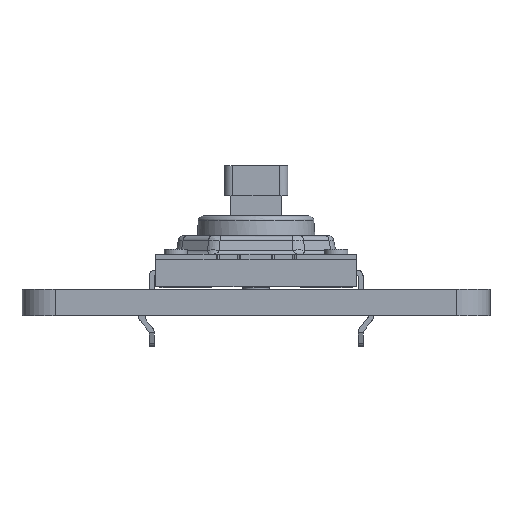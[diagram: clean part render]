
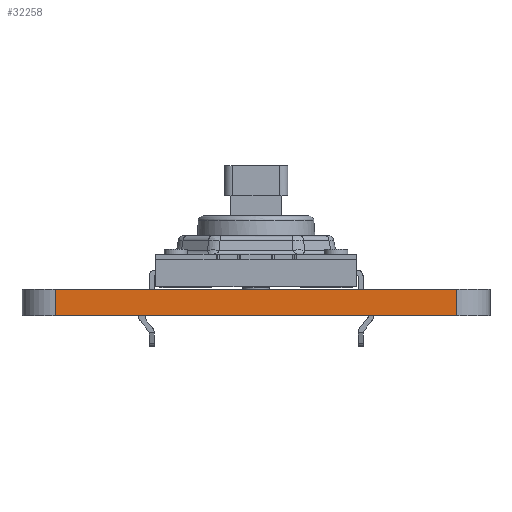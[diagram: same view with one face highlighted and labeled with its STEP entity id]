
A CAD part, left-side view. The second image highlights one B-rep face of the part: STEP entity #32258.
In plain terms, the highlighted planar face has unit normal (-1, 0, 0).
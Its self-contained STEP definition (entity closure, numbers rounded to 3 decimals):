
#30940 = CYLINDRICAL_SURFACE('',#30941,2.);
#30941 = AXIS2_PLACEMENT_3D('',#30942,#30943,#30944);
#30942 = CARTESIAN_POINT('',(83.,-43.,0.));
#30943 = DIRECTION('',(-0.,-0.,-1.));
#30944 = DIRECTION('',(1.,0.,-0.));
#30968 = PLANE('',#30969);
#30969 = AXIS2_PLACEMENT_3D('',#30970,#30971,#30972);
#30970 = CARTESIAN_POINT('',(94.5,-55.,1.6));
#30971 = DIRECTION('',(-0.,-0.,-1.));
#30972 = DIRECTION('',(-1.,0.,0.));
#31022 = PLANE('',#31023);
#31023 = AXIS2_PLACEMENT_3D('',#31024,#31025,#31026);
#31024 = CARTESIAN_POINT('',(94.5,-55.,0.));
#31025 = DIRECTION('',(-0.,-0.,-1.));
#31026 = DIRECTION('',(-1.,0.,0.));
#31039 = VERTEX_POINT('',#31040);
#31040 = CARTESIAN_POINT('',(81.,-43.,1.6));
#31066 = EDGE_CURVE('',#31067,#31039,#31069,.T.);
#31067 = VERTEX_POINT('',#31068);
#31068 = CARTESIAN_POINT('',(81.,-43.,0.));
#31069 = SURFACE_CURVE('',#31070,(#31074,#31081),.PCURVE_S1.);
#31070 = LINE('',#31071,#31072);
#31071 = CARTESIAN_POINT('',(81.,-43.,0.));
#31072 = VECTOR('',#31073,1.);
#31073 = DIRECTION('',(0.,0.,1.));
#31074 = PCURVE('',#30940,#31075);
#31075 = DEFINITIONAL_REPRESENTATION('',(#31076),#31080);
#31076 = LINE('',#31077,#31078);
#31077 = CARTESIAN_POINT('',(-3.142,0.));
#31078 = VECTOR('',#31079,1.);
#31079 = DIRECTION('',(-0.,-1.));
#31080 = ( GEOMETRIC_REPRESENTATION_CONTEXT(2) 
PARAMETRIC_REPRESENTATION_CONTEXT() REPRESENTATION_CONTEXT('2D SPACE',''
  ) );
#31081 = PCURVE('',#31082,#31087);
#31082 = PLANE('',#31083);
#31083 = AXIS2_PLACEMENT_3D('',#31084,#31085,#31086);
#31084 = CARTESIAN_POINT('',(81.,-67.,0.));
#31085 = DIRECTION('',(-1.,0.,0.));
#31086 = DIRECTION('',(0.,1.,0.));
#31087 = DEFINITIONAL_REPRESENTATION('',(#31088),#31092);
#31088 = LINE('',#31089,#31090);
#31089 = CARTESIAN_POINT('',(24.,0.));
#31090 = VECTOR('',#31091,1.);
#31091 = DIRECTION('',(0.,-1.));
#31092 = ( GEOMETRIC_REPRESENTATION_CONTEXT(2) 
PARAMETRIC_REPRESENTATION_CONTEXT() REPRESENTATION_CONTEXT('2D SPACE',''
  ) );
#31296 = VERTEX_POINT('',#31297);
#31297 = CARTESIAN_POINT('',(81.,-67.,0.));
#31316 = CYLINDRICAL_SURFACE('',#31317,2.);
#31317 = AXIS2_PLACEMENT_3D('',#31318,#31319,#31320);
#31318 = CARTESIAN_POINT('',(83.,-67.,0.));
#31319 = DIRECTION('',(-0.,-0.,-1.));
#31320 = DIRECTION('',(1.,0.,-0.));
#31328 = EDGE_CURVE('',#31296,#31067,#31329,.T.);
#31329 = SURFACE_CURVE('',#31330,(#31334,#31341),.PCURVE_S1.);
#31330 = LINE('',#31331,#31332);
#31331 = CARTESIAN_POINT('',(81.,-67.,0.));
#31332 = VECTOR('',#31333,1.);
#31333 = DIRECTION('',(0.,1.,0.));
#31334 = PCURVE('',#31022,#31335);
#31335 = DEFINITIONAL_REPRESENTATION('',(#31336),#31340);
#31336 = LINE('',#31337,#31338);
#31337 = CARTESIAN_POINT('',(13.5,-12.));
#31338 = VECTOR('',#31339,1.);
#31339 = DIRECTION('',(0.,1.));
#31340 = ( GEOMETRIC_REPRESENTATION_CONTEXT(2) 
PARAMETRIC_REPRESENTATION_CONTEXT() REPRESENTATION_CONTEXT('2D SPACE',''
  ) );
#31341 = PCURVE('',#31082,#31342);
#31342 = DEFINITIONAL_REPRESENTATION('',(#31343),#31347);
#31343 = LINE('',#31344,#31345);
#31344 = CARTESIAN_POINT('',(0.,0.));
#31345 = VECTOR('',#31346,1.);
#31346 = DIRECTION('',(1.,0.));
#31347 = ( GEOMETRIC_REPRESENTATION_CONTEXT(2) 
PARAMETRIC_REPRESENTATION_CONTEXT() REPRESENTATION_CONTEXT('2D SPACE',''
  ) );
#31850 = VERTEX_POINT('',#31851);
#31851 = CARTESIAN_POINT('',(81.,-67.,1.6));
#31877 = EDGE_CURVE('',#31850,#31039,#31878,.T.);
#31878 = SURFACE_CURVE('',#31879,(#31883,#31890),.PCURVE_S1.);
#31879 = LINE('',#31880,#31881);
#31880 = CARTESIAN_POINT('',(81.,-67.,1.6));
#31881 = VECTOR('',#31882,1.);
#31882 = DIRECTION('',(0.,1.,0.));
#31883 = PCURVE('',#30968,#31884);
#31884 = DEFINITIONAL_REPRESENTATION('',(#31885),#31889);
#31885 = LINE('',#31886,#31887);
#31886 = CARTESIAN_POINT('',(13.5,-12.));
#31887 = VECTOR('',#31888,1.);
#31888 = DIRECTION('',(0.,1.));
#31889 = ( GEOMETRIC_REPRESENTATION_CONTEXT(2) 
PARAMETRIC_REPRESENTATION_CONTEXT() REPRESENTATION_CONTEXT('2D SPACE',''
  ) );
#31890 = PCURVE('',#31082,#31891);
#31891 = DEFINITIONAL_REPRESENTATION('',(#31892),#31896);
#31892 = LINE('',#31893,#31894);
#31893 = CARTESIAN_POINT('',(0.,-1.6));
#31894 = VECTOR('',#31895,1.);
#31895 = DIRECTION('',(1.,0.));
#31896 = ( GEOMETRIC_REPRESENTATION_CONTEXT(2) 
PARAMETRIC_REPRESENTATION_CONTEXT() REPRESENTATION_CONTEXT('2D SPACE',''
  ) );
#32258 = ADVANCED_FACE('',(#32259),#31082,.T.);
#32259 = FACE_BOUND('',#32260,.T.);
#32260 = EDGE_LOOP('',(#32261,#32282,#32283,#32284));
#32261 = ORIENTED_EDGE('',*,*,#32262,.T.);
#32262 = EDGE_CURVE('',#31296,#31850,#32263,.T.);
#32263 = SURFACE_CURVE('',#32264,(#32268,#32275),.PCURVE_S1.);
#32264 = LINE('',#32265,#32266);
#32265 = CARTESIAN_POINT('',(81.,-67.,0.));
#32266 = VECTOR('',#32267,1.);
#32267 = DIRECTION('',(0.,0.,1.));
#32268 = PCURVE('',#31082,#32269);
#32269 = DEFINITIONAL_REPRESENTATION('',(#32270),#32274);
#32270 = LINE('',#32271,#32272);
#32271 = CARTESIAN_POINT('',(0.,0.));
#32272 = VECTOR('',#32273,1.);
#32273 = DIRECTION('',(0.,-1.));
#32274 = ( GEOMETRIC_REPRESENTATION_CONTEXT(2) 
PARAMETRIC_REPRESENTATION_CONTEXT() REPRESENTATION_CONTEXT('2D SPACE',''
  ) );
#32275 = PCURVE('',#31316,#32276);
#32276 = DEFINITIONAL_REPRESENTATION('',(#32277),#32281);
#32277 = LINE('',#32278,#32279);
#32278 = CARTESIAN_POINT('',(-3.142,0.));
#32279 = VECTOR('',#32280,1.);
#32280 = DIRECTION('',(-0.,-1.));
#32281 = ( GEOMETRIC_REPRESENTATION_CONTEXT(2) 
PARAMETRIC_REPRESENTATION_CONTEXT() REPRESENTATION_CONTEXT('2D SPACE',''
  ) );
#32282 = ORIENTED_EDGE('',*,*,#31877,.T.);
#32283 = ORIENTED_EDGE('',*,*,#31066,.F.);
#32284 = ORIENTED_EDGE('',*,*,#31328,.F.);
